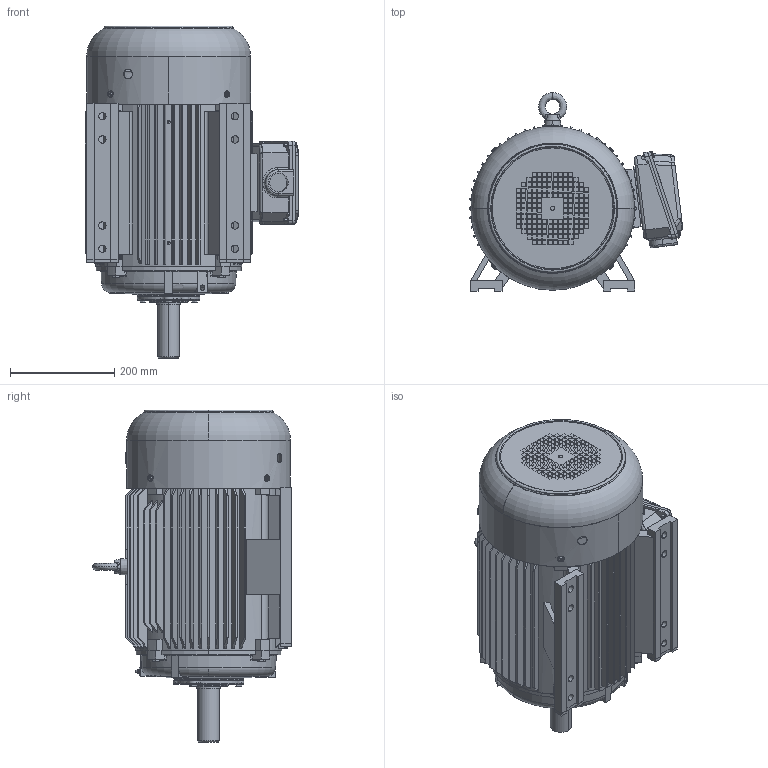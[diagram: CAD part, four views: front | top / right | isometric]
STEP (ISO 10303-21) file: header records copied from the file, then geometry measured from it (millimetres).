
FILE_DESCRIPTION (( 'STEP AP214' ), '1' );
FILE_NAME ('PEWWE-256T.STEP', '2018-07-17T21:50:15', ( '' ), ( '' ), 'SwSTEP 2.0', 'SolidWorks 2017', '' );
FILE_SCHEMA (( 'AUTOMOTIVE_DESIGN' ));
Length unit declared in the file: inch
Products named in the file (1): PEWWE-256T
Bounding box: 409.61 x 380.6 x 636.5 mm (x, y, z)
Volume: 10312166.5 mm3; surface area: 2259254.5 mm2
Topology: 29 solids, 29 shells, 2333 faces, 5897 edges, 3845 vertices
Faces by surface type: plane 1405, cylinder 470, cone 201, torus 164, bspline 91, sphere 2
Entity records: 86591 total; most frequent: CARTESIAN_POINT 31310, ORIENTED_EDGE 11782, DIRECTION 10517, EDGE_CURVE 5891, VERTEX_POINT 3842, AXIS2_PLACEMENT_3D 3551, VECTOR 3415, LINE 3415
